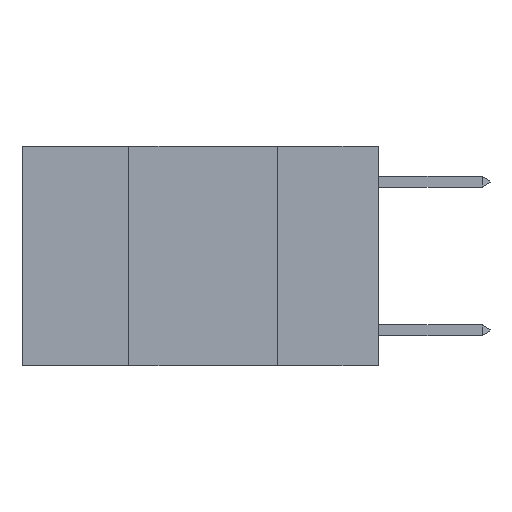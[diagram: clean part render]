
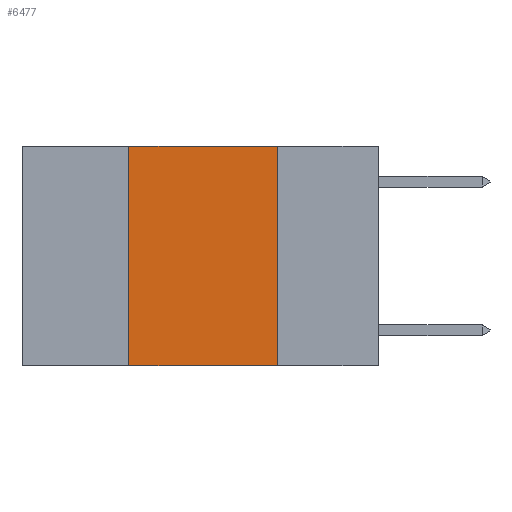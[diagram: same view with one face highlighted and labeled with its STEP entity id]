
A CAD part, left-side view. The second image highlights one B-rep face of the part: STEP entity #6477.
In plain terms, the highlighted planar face has unit normal (-1, 0, 0).
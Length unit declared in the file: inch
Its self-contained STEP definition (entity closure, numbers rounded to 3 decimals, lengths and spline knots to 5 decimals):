
#210 = CARTESIAN_POINT ( 'NONE',  ( 0., 0.17, 0. ) ) ;
#524 = EDGE_LOOP ( 'NONE', ( #8188, #9418, #13512, #5846 ) ) ;
#3532 = LINE ( 'NONE', #22315, #14019 ) ;
#3572 = VERTEX_POINT ( 'NONE', #8152 ) ;
#4555 = DIRECTION ( 'NONE',  ( 0., 0., -1. ) ) ;
#4879 = CARTESIAN_POINT ( 'NONE',  ( 0., 0.42, 0. ) ) ;
#5846 = ORIENTED_EDGE ( 'NONE', *, *, #24003, .T. ) ;
#6477 = ADVANCED_FACE ( 'NONE', ( #26808 ), #22535, .F. ) ;
#7085 = VECTOR ( 'NONE', #13449, 39.37008 ) ;
#8152 = CARTESIAN_POINT ( 'NONE',  ( 0., 0.17, -0.37 ) ) ;
#8188 = ORIENTED_EDGE ( 'NONE', *, *, #29339, .F. ) ;
#9263 = LINE ( 'NONE', #20916, #14948 ) ;
#9418 = ORIENTED_EDGE ( 'NONE', *, *, #10594, .F. ) ;
#10594 = EDGE_CURVE ( 'NONE', #21344, #16349, #3532, .T. ) ;
#10952 = VECTOR ( 'NONE', #20376, 39.37008 ) ;
#13074 = DIRECTION ( 'NONE',  ( 0., -1., 0. ) ) ;
#13449 = DIRECTION ( 'NONE',  ( 0., -1., 0. ) ) ;
#13512 = ORIENTED_EDGE ( 'NONE', *, *, #24376, .F. ) ;
#14019 = VECTOR ( 'NONE', #13074, 39.37008 ) ;
#14232 = VERTEX_POINT ( 'NONE', #27032 ) ;
#14732 = AXIS2_PLACEMENT_3D ( 'NONE', #15416, #15563, #17542 ) ;
#14948 = VECTOR ( 'NONE', #4555, 39.37008 ) ;
#15416 = CARTESIAN_POINT ( 'NONE',  ( 0., 0.6, 0. ) ) ;
#15563 = DIRECTION ( 'NONE',  ( 1., 0., 0. ) ) ;
#16349 = VERTEX_POINT ( 'NONE', #210 ) ;
#17542 = DIRECTION ( 'NONE',  ( 0., 0., -1. ) ) ;
#19038 = LINE ( 'NONE', #26037, #10952 ) ;
#20376 = DIRECTION ( 'NONE',  ( 0., 0., 1. ) ) ;
#20916 = CARTESIAN_POINT ( 'NONE',  ( 0., 0.17, 0. ) ) ;
#21344 = VERTEX_POINT ( 'NONE', #4879 ) ;
#22315 = CARTESIAN_POINT ( 'NONE',  ( 0., 0.6, 0. ) ) ;
#22535 = PLANE ( 'NONE',  #14732 ) ;
#22846 = CARTESIAN_POINT ( 'NONE',  ( 0., 0.6, -0.37 ) ) ;
#24003 = EDGE_CURVE ( 'NONE', #14232, #3572, #24108, .T. ) ;
#24108 = LINE ( 'NONE', #22846, #7085 ) ;
#24376 = EDGE_CURVE ( 'NONE', #14232, #21344, #19038, .T. ) ;
#26037 = CARTESIAN_POINT ( 'NONE',  ( 0., 0.42, 0. ) ) ;
#26808 = FACE_OUTER_BOUND ( 'NONE', #524, .T. ) ;
#27032 = CARTESIAN_POINT ( 'NONE',  ( 0., 0.42, -0.37 ) ) ;
#29339 = EDGE_CURVE ( 'NONE', #16349, #3572, #9263, .T. ) ;
